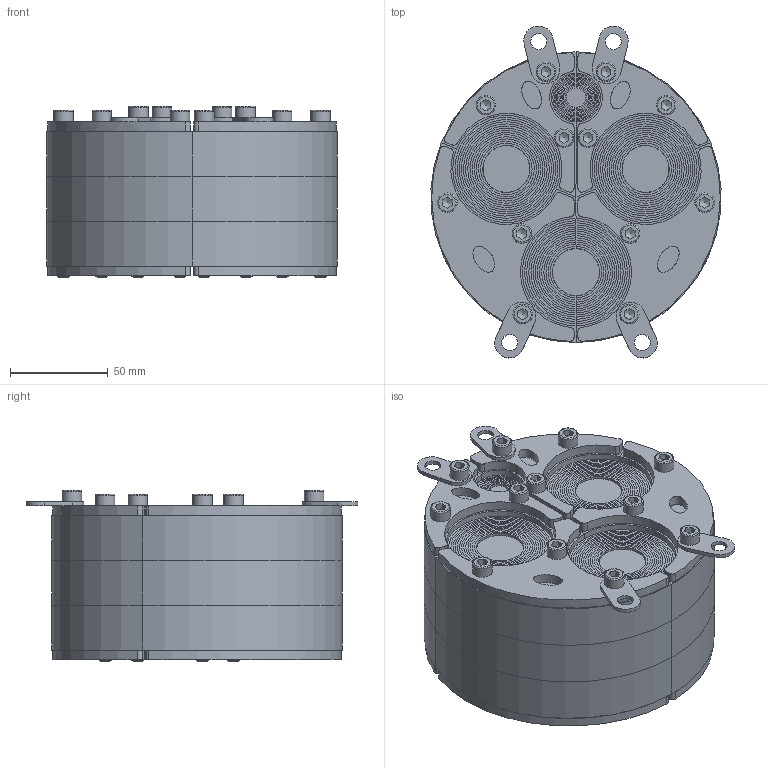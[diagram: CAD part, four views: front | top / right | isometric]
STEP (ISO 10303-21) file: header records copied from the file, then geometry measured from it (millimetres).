
FILE_DESCRIPTION(/* description */ (''),/* implementation_level */ '2;1');
FILE_NAME(/* name */ 'H3+1 150.stp',/* time_stamp */ '2025-12-09T15:47:55+01:00',/* author */ ('se-larlar'),/* organization */ (''),/* preprocessor_version */ 'ST-DEVELOPER v19.2',/* originating_system */ 'Autodesk Inventor 2023',/* authorisation */ '');
FILE_SCHEMA (('AUTOMOTIVE_DESIGN { 1 0 10303 214 3 1 1 }'));
Length unit declared in the file: millimetre
Products named in the file (1): 100-133599_Simplify_1
Bounding box: 148.75 x 170.26 x 88 mm (x, y, z)
Volume: 1241679.3 mm3; surface area: 117111.6 mm2
Topology: 4 solids, 4 shells, 585 faces, 1367 edges, 820 vertices
Faces by surface type: plane 388, cylinder 157, cone 24, torus 12, bspline 4
Full cylindrical faces by diameter (mm): 4.917 x4, 6 x8, 8.2 x4, 10 x12, 24 x3
Entity records: 17157 total; most frequent: DIRECTION 3017, CARTESIAN_POINT 2997, ORIENTED_EDGE 2710, EDGE_CURVE 1355, AXIS2_PLACEMENT_3D 1164, VERTEX_POINT 820, LINE 689, VECTOR 689
